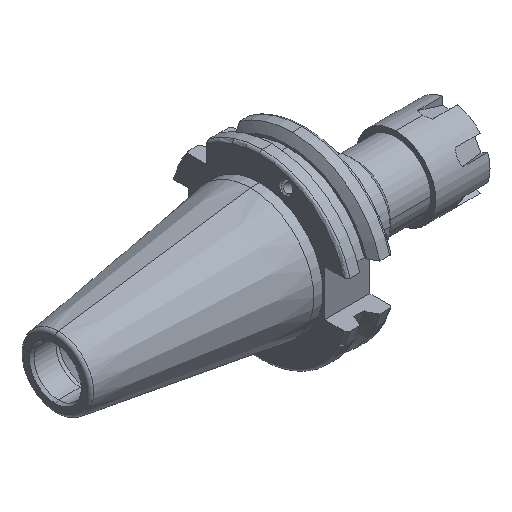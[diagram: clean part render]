
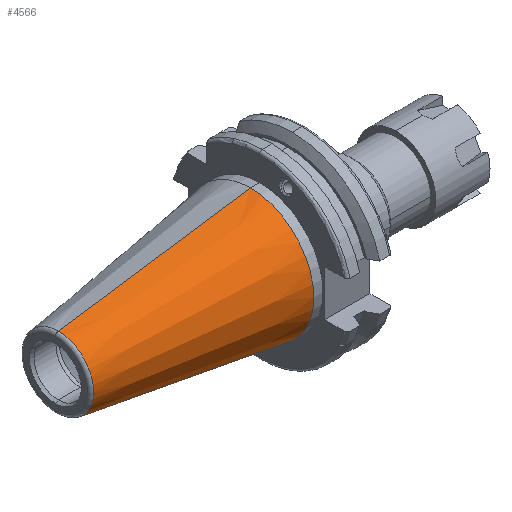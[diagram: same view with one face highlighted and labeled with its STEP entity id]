
A CAD part, isometric view. The second image highlights one B-rep face of the part: STEP entity #4566.
In plain terms, the highlighted conical face has half-angle 8.297 degrees and reference radius 22.225 mm.
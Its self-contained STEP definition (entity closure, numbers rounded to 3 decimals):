
#61 = EDGE_CURVE ( 'NONE', #4892, #4693, #743, .T. ) ;
#143 = DIRECTION ( 'NONE',  ( 1., 0., 0. ) ) ;
#182 = EDGE_CURVE ( 'NONE', #1315, #720, #3419, .T. ) ;
#720 = VERTEX_POINT ( 'NONE', #2988 ) ;
#743 = LINE ( 'NONE', #2821, #2186 ) ;
#768 = CARTESIAN_POINT ( 'NONE',  ( 0., 0., 0. ) ) ;
#930 = CARTESIAN_POINT ( 'NONE',  ( 0., 0., 0. ) ) ;
#976 = CIRCLE ( 'NONE', #3094, 22.225 ) ;
#1000 = CARTESIAN_POINT ( 'NONE',  ( 0., -22.225, 0. ) ) ;
#1224 = CARTESIAN_POINT ( 'NONE',  ( -67.373, -12.4, 0. ) ) ;
#1315 = VERTEX_POINT ( 'NONE', #4713 ) ;
#1549 = DIRECTION ( 'NONE',  ( 0., -1., 0. ) ) ;
#1767 = ORIENTED_EDGE ( 'NONE', *, *, #61, .F. ) ;
#1829 = CARTESIAN_POINT ( 'NONE',  ( 0., 22.225, 0. ) ) ;
#1837 = DIRECTION ( 'NONE',  ( 0.99, 0.144, 0. ) ) ;
#2186 = VECTOR ( 'NONE', #2701, 1000. ) ;
#2701 = DIRECTION ( 'NONE',  ( 0.99, -0.144, 0. ) ) ;
#2821 = CARTESIAN_POINT ( 'NONE',  ( 0., -22.225, 0. ) ) ;
#2988 = CARTESIAN_POINT ( 'NONE',  ( 0., 22.225, 0. ) ) ;
#3094 = AXIS2_PLACEMENT_3D ( 'NONE', #930, #5146, #1549 ) ;
#3146 = AXIS2_PLACEMENT_3D ( 'NONE', #3309, #7402, #3904 ) ;
#3309 = CARTESIAN_POINT ( 'NONE',  ( -67.373, 0., 0. ) ) ;
#3419 = LINE ( 'NONE', #1829, #4805 ) ;
#3551 = EDGE_CURVE ( 'NONE', #1315, #4892, #4232, .T. ) ;
#3581 = AXIS2_PLACEMENT_3D ( 'NONE', #768, #143, #7320 ) ;
#3904 = DIRECTION ( 'NONE',  ( 0., -1., 0. ) ) ;
#4015 = FACE_OUTER_BOUND ( 'NONE', #5688, .T. ) ;
#4163 = EDGE_CURVE ( 'NONE', #720, #4693, #976, .T. ) ;
#4232 = CIRCLE ( 'NONE', #3146, 12.4 ) ;
#4566 = ADVANCED_FACE ( 'NONE', ( #4015 ), #5206, .T. ) ;
#4693 = VERTEX_POINT ( 'NONE', #1000 ) ;
#4713 = CARTESIAN_POINT ( 'NONE',  ( -67.373, 12.4, 0. ) ) ;
#4805 = VECTOR ( 'NONE', #1837, 1000. ) ;
#4892 = VERTEX_POINT ( 'NONE', #1224 ) ;
#4968 = ORIENTED_EDGE ( 'NONE', *, *, #182, .T. ) ;
#5146 = DIRECTION ( 'NONE',  ( -1., 0., 0. ) ) ;
#5206 = CONICAL_SURFACE ( 'NONE', #3581, 22.225, 0.145 ) ;
#5688 = EDGE_LOOP ( 'NONE', ( #1767, #7712, #4968, #6457 ) ) ;
#6457 = ORIENTED_EDGE ( 'NONE', *, *, #4163, .T. ) ;
#7320 = DIRECTION ( 'NONE',  ( 0., 1., 0. ) ) ;
#7402 = DIRECTION ( 'NONE',  ( -1., 0., 0. ) ) ;
#7712 = ORIENTED_EDGE ( 'NONE', *, *, #3551, .F. ) ;
